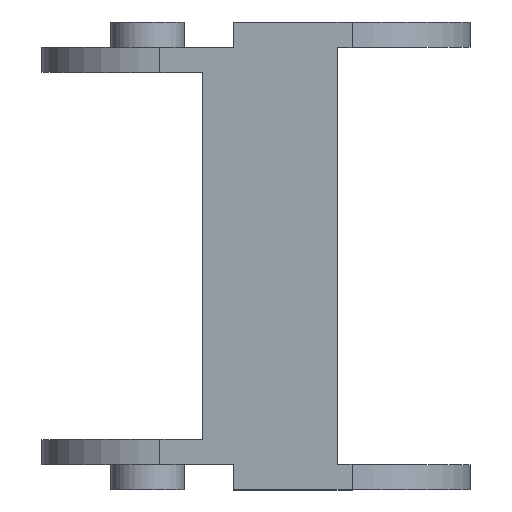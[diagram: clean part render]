
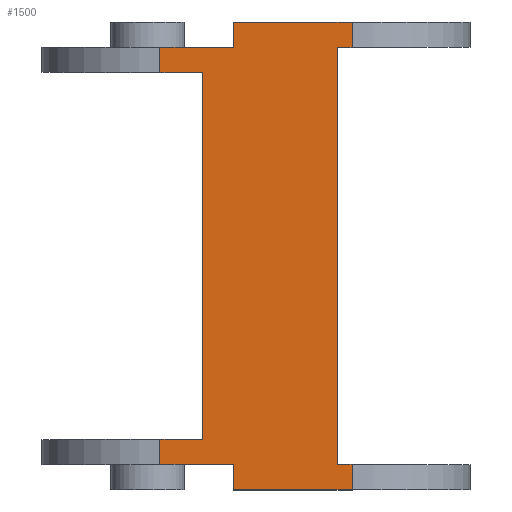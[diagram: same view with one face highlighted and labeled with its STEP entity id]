
A CAD part, top view. The second image highlights one B-rep face of the part: STEP entity #1500.
In plain terms, the highlighted planar face has unit normal (0, 0, 1).
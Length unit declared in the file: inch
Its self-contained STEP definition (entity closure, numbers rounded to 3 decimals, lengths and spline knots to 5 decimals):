
#4 = DIRECTION ( 'NONE',  ( 1., 0., 0. ) ) ;
#6 = EDGE_CURVE ( 'NONE', #1258, #1257, #1048, .T. ) ;
#12 = CARTESIAN_POINT ( 'NONE',  ( -0.61024, 0., 0.37992 ) ) ;
#31 = LINE ( 'NONE', #291, #980 ) ;
#51 = VERTEX_POINT ( 'NONE', #1162 ) ;
#113 = VERTEX_POINT ( 'NONE', #159 ) ;
#129 = VERTEX_POINT ( 'NONE', #428 ) ;
#139 = LINE ( 'NONE', #746, #1513 ) ;
#155 = ORIENTED_EDGE ( 'NONE', *, *, #1111, .F. ) ;
#159 = CARTESIAN_POINT ( 'NONE',  ( -0.74803, -0.08071, 0.37992 ) ) ;
#161 = VERTEX_POINT ( 'NONE', #1530 ) ;
#164 = ORIENTED_EDGE ( 'NONE', *, *, #384, .T. ) ;
#170 = LINE ( 'NONE', #652, #1058 ) ;
#181 = DIRECTION ( 'NONE',  ( 1., 0., 0. ) ) ;
#183 = CARTESIAN_POINT ( 'NONE',  ( -0.51181, 1.32234, 0.37992 ) ) ;
#185 = LINE ( 'NONE', #593, #1372 ) ;
#204 = CARTESIAN_POINT ( 'NONE',  ( -0.12992, -0.16142, 0.37992 ) ) ;
#224 = CARTESIAN_POINT ( 'NONE',  ( -0.51181, 1.26181, 0.37992 ) ) ;
#226 = EDGE_LOOP ( 'NONE', ( #529, #512, #449, #645, #239, #1550, #369, #274, #1436, #155, #164, #420, #1131, #1115, #934, #795 ) ) ;
#237 = DIRECTION ( 'NONE',  ( 1., 0., 0. ) ) ;
#239 = ORIENTED_EDGE ( 'NONE', *, *, #273, .T. ) ;
#240 = DIRECTION ( 'NONE',  ( 0., -1., 0. ) ) ;
#241 = CARTESIAN_POINT ( 'NONE',  ( -0.63927, 1.26181, 0.37992 ) ) ;
#243 = VERTEX_POINT ( 'NONE', #443 ) ;
#246 = LINE ( 'NONE', #475, #653 ) ;
#269 = DIRECTION ( 'NONE',  ( 0., -1., 0. ) ) ;
#273 = EDGE_CURVE ( 'NONE', #1299, #161, #185, .T. ) ;
#274 = ORIENTED_EDGE ( 'NONE', *, *, #559, .T. ) ;
#287 = DIRECTION ( 'NONE',  ( 0., 1., 0. ) ) ;
#291 = CARTESIAN_POINT ( 'NONE',  ( -0.11122, 1.26181, 0.37992 ) ) ;
#321 = CARTESIAN_POINT ( 'NONE',  ( -0.12992, 1.34252, 0.37992 ) ) ;
#329 = LINE ( 'NONE', #183, #1022 ) ;
#340 = CARTESIAN_POINT ( 'NONE',  ( -0.12992, 1.34252, 0.37992 ) ) ;
#369 = ORIENTED_EDGE ( 'NONE', *, *, #1371, .T. ) ;
#374 = CARTESIAN_POINT ( 'NONE',  ( -0.12992, -0.16142, 0.37992 ) ) ;
#384 = EDGE_CURVE ( 'NONE', #1342, #1258, #1114, .T. ) ;
#404 = VERTEX_POINT ( 'NONE', #224 ) ;
#411 = EDGE_CURVE ( 'NONE', #404, #488, #1498, .T. ) ;
#420 = ORIENTED_EDGE ( 'NONE', *, *, #6, .T. ) ;
#423 = VECTOR ( 'NONE', #1241, 39.37008 ) ;
#428 = CARTESIAN_POINT ( 'NONE',  ( -0.51181, -0.16142, 0.37992 ) ) ;
#440 = CARTESIAN_POINT ( 'NONE',  ( -0.43898, 1.34252, 0.37992 ) ) ;
#443 = CARTESIAN_POINT ( 'NONE',  ( -0.12992, 1.34252, 0.37992 ) ) ;
#449 = ORIENTED_EDGE ( 'NONE', *, *, #1446, .T. ) ;
#455 = DIRECTION ( 'NONE',  ( -1., 0., 0. ) ) ;
#466 = LINE ( 'NONE', #321, #1329 ) ;
#475 = CARTESIAN_POINT ( 'NONE',  ( -0.74803, 1.34252, 0.37992 ) ) ;
#487 = LINE ( 'NONE', #374, #709 ) ;
#488 = VERTEX_POINT ( 'NONE', #1014 ) ;
#512 = ORIENTED_EDGE ( 'NONE', *, *, #1270, .T. ) ;
#525 = VECTOR ( 'NONE', #703, 39.37008 ) ;
#529 = ORIENTED_EDGE ( 'NONE', *, *, #411, .T. ) ;
#559 = EDGE_CURVE ( 'NONE', #51, #129, #1529, .T. ) ;
#568 = VERTEX_POINT ( 'NONE', #674 ) ;
#593 = CARTESIAN_POINT ( 'NONE',  ( -0.41634, 0., 0.37992 ) ) ;
#611 = CARTESIAN_POINT ( 'NONE',  ( -0.11122, -0.08071, 0.37992 ) ) ;
#645 = ORIENTED_EDGE ( 'NONE', *, *, #1228, .F. ) ;
#652 = CARTESIAN_POINT ( 'NONE',  ( -0.63927, -0.08071, 0.37992 ) ) ;
#653 = VECTOR ( 'NONE', #1119, 39.37008 ) ;
#674 = CARTESIAN_POINT ( 'NONE',  ( -0.61024, 1.1811, 0.37992 ) ) ;
#681 = CARTESIAN_POINT ( 'NONE',  ( -0.51181, 0.61073, 0.37992 ) ) ;
#686 = PLANE ( 'NONE',  #1576 ) ;
#703 = DIRECTION ( 'NONE',  ( -1., 0., 0. ) ) ;
#709 = VECTOR ( 'NONE', #237, 39.37008 ) ;
#731 = CARTESIAN_POINT ( 'NONE',  ( -0.61024, 0.59055, 0.37992 ) ) ;
#739 = CARTESIAN_POINT ( 'NONE',  ( -0.17717, 1.26181, 0.37992 ) ) ;
#746 = CARTESIAN_POINT ( 'NONE',  ( -0.12992, 1.34252, 0.37992 ) ) ;
#782 = VECTOR ( 'NONE', #1012, 39.37008 ) ;
#795 = ORIENTED_EDGE ( 'NONE', *, *, #1094, .T. ) ;
#811 = DIRECTION ( 'NONE',  ( 0., 0., 1. ) ) ;
#830 = EDGE_CURVE ( 'NONE', #243, #910, #1469, .T. ) ;
#864 = LINE ( 'NONE', #731, #782 ) ;
#872 = LINE ( 'NONE', #1253, #1278 ) ;
#878 = CARTESIAN_POINT ( 'NONE',  ( -0.12992, 1.26181, 0.37992 ) ) ;
#910 = VERTEX_POINT ( 'NONE', #1227 ) ;
#934 = ORIENTED_EDGE ( 'NONE', *, *, #830, .T. ) ;
#935 = CARTESIAN_POINT ( 'NONE',  ( -0.41634, 1.1811, 0.37992 ) ) ;
#958 = DIRECTION ( 'NONE',  ( 0., -1., 0. ) ) ;
#972 = EDGE_CURVE ( 'NONE', #129, #1208, #487, .T. ) ;
#975 = VERTEX_POINT ( 'NONE', #878 ) ;
#980 = VECTOR ( 'NONE', #1402, 39.37008 ) ;
#985 = EDGE_CURVE ( 'NONE', #243, #975, #139, .T. ) ;
#1012 = DIRECTION ( 'NONE',  ( 0., 1., 0. ) ) ;
#1014 = CARTESIAN_POINT ( 'NONE',  ( -0.74803, 1.26181, 0.37992 ) ) ;
#1022 = VECTOR ( 'NONE', #958, 39.37008 ) ;
#1035 = CARTESIAN_POINT ( 'NONE',  ( -0.12992, -0.08071, 0.37992 ) ) ;
#1048 = LINE ( 'NONE', #1426, #1251 ) ;
#1058 = VECTOR ( 'NONE', #4, 39.37008 ) ;
#1094 = EDGE_CURVE ( 'NONE', #910, #404, #329, .T. ) ;
#1111 = EDGE_CURVE ( 'NONE', #1342, #1208, #466, .T. ) ;
#1114 = LINE ( 'NONE', #611, #423 ) ;
#1115 = ORIENTED_EDGE ( 'NONE', *, *, #985, .F. ) ;
#1119 = DIRECTION ( 'NONE',  ( 0., -1., 0. ) ) ;
#1131 = ORIENTED_EDGE ( 'NONE', *, *, #1414, .T. ) ;
#1162 = CARTESIAN_POINT ( 'NONE',  ( -0.51181, -0.08071, 0.37992 ) ) ;
#1163 = VERTEX_POINT ( 'NONE', #1205 ) ;
#1205 = CARTESIAN_POINT ( 'NONE',  ( -0.74803, 1.1811, 0.37992 ) ) ;
#1208 = VERTEX_POINT ( 'NONE', #204 ) ;
#1227 = CARTESIAN_POINT ( 'NONE',  ( -0.51181, 1.34252, 0.37992 ) ) ;
#1228 = EDGE_CURVE ( 'NONE', #1299, #568, #864, .T. ) ;
#1241 = DIRECTION ( 'NONE',  ( -1., 0., 0. ) ) ;
#1251 = VECTOR ( 'NONE', #287, 39.37008 ) ;
#1253 = CARTESIAN_POINT ( 'NONE',  ( -0.74803, 1.34252, 0.37992 ) ) ;
#1257 = VERTEX_POINT ( 'NONE', #739 ) ;
#1258 = VERTEX_POINT ( 'NONE', #1497 ) ;
#1266 = EDGE_CURVE ( 'NONE', #161, #113, #246, .T. ) ;
#1270 = EDGE_CURVE ( 'NONE', #488, #1163, #872, .T. ) ;
#1278 = VECTOR ( 'NONE', #240, 39.37008 ) ;
#1292 = DIRECTION ( 'NONE',  ( 0., -1., 0. ) ) ;
#1299 = VERTEX_POINT ( 'NONE', #12 ) ;
#1329 = VECTOR ( 'NONE', #1431, 39.37008 ) ;
#1342 = VERTEX_POINT ( 'NONE', #1035 ) ;
#1371 = EDGE_CURVE ( 'NONE', #113, #51, #170, .T. ) ;
#1372 = VECTOR ( 'NONE', #455, 39.37008 ) ;
#1402 = DIRECTION ( 'NONE',  ( 1., 0., 0. ) ) ;
#1414 = EDGE_CURVE ( 'NONE', #1257, #975, #31, .T. ) ;
#1426 = CARTESIAN_POINT ( 'NONE',  ( -0.17717, 0.96654, 0.37992 ) ) ;
#1429 = LINE ( 'NONE', #935, #1521 ) ;
#1431 = DIRECTION ( 'NONE',  ( 0., -1., 0. ) ) ;
#1436 = ORIENTED_EDGE ( 'NONE', *, *, #972, .T. ) ;
#1444 = VECTOR ( 'NONE', #1487, 39.37008 ) ;
#1446 = EDGE_CURVE ( 'NONE', #1163, #568, #1429, .T. ) ;
#1469 = LINE ( 'NONE', #340, #525 ) ;
#1487 = DIRECTION ( 'NONE',  ( -1., 0., 0. ) ) ;
#1493 = VECTOR ( 'NONE', #1292, 39.37008 ) ;
#1497 = CARTESIAN_POINT ( 'NONE',  ( -0.17717, -0.08071, 0.37992 ) ) ;
#1498 = LINE ( 'NONE', #241, #1444 ) ;
#1500 = ADVANCED_FACE ( 'NONE', ( #1551 ), #686, .T. ) ;
#1513 = VECTOR ( 'NONE', #269, 39.37008 ) ;
#1521 = VECTOR ( 'NONE', #1560, 39.37008 ) ;
#1529 = LINE ( 'NONE', #681, #1493 ) ;
#1530 = CARTESIAN_POINT ( 'NONE',  ( -0.74803, 0., 0.37992 ) ) ;
#1550 = ORIENTED_EDGE ( 'NONE', *, *, #1266, .T. ) ;
#1551 = FACE_OUTER_BOUND ( 'NONE', #226, .T. ) ;
#1560 = DIRECTION ( 'NONE',  ( 1., 0., 0. ) ) ;
#1576 = AXIS2_PLACEMENT_3D ( 'NONE', #440, #811, #181 ) ;
